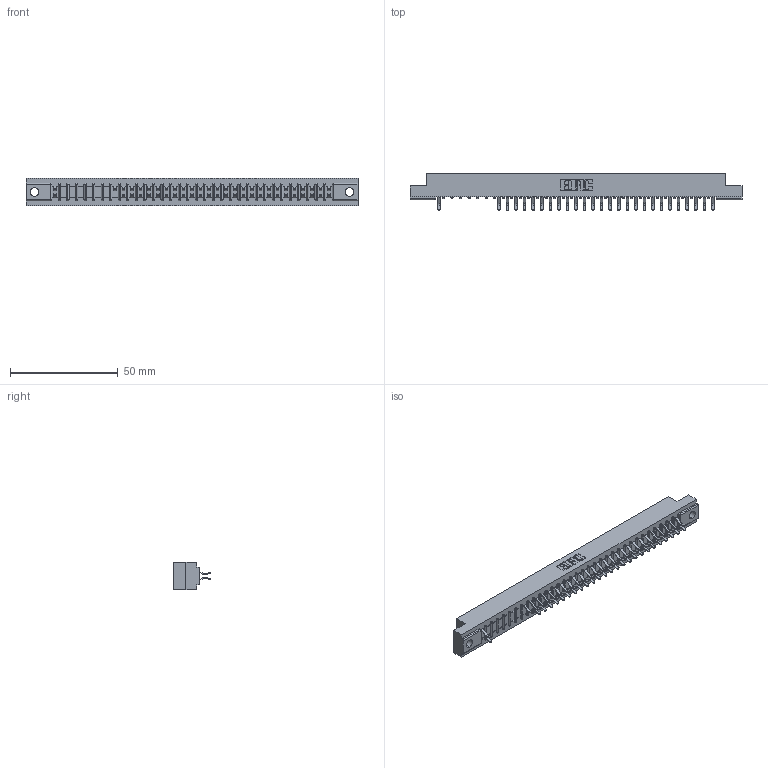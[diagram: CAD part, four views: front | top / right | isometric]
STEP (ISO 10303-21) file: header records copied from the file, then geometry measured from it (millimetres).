
FILE_DESCRIPTION (( 'STEP AP203' ), '1' );
FILE_NAME ('307-066-556-204.STEP', '2018-08-06T11:19:24', ( '' ), ( '' ), 'SwSTEP 2.0', 'SolidWorks 2016', '' );
FILE_SCHEMA (( 'CONFIG_CONTROL_DESIGN' ));
Length unit declared in the file: inch
Products named in the file (3): 307 Part_.156 Dia Mounting Holes; 307-290-001_556; 307-066-556-204
Assembly tree (54 placements, depth 2):
  307-066-556-204
    307 Part_.156 Dia Mounting Holes
    307-290-001_556  x53
Bounding box: 153.77 x 16.97 x 12.7 mm (x, y, z)
Volume: 16004.1 mm3; surface area: 17988.9 mm2
Topology: 54 solids, 54 shells, 2946 faces, 8301 edges, 5370 vertices
Faces by surface type: plane 1911, cylinder 967, sphere 68
Entity records: 30562 total; most frequent: CARTESIAN_POINT 5062, ORIENTED_EDGE 5026, DIRECTION 4941, EDGE_CURVE 2513, VECTOR 1931, LINE 1931, VERTEX_POINT 1626, AXIS2_PLACEMENT_3D 1505
